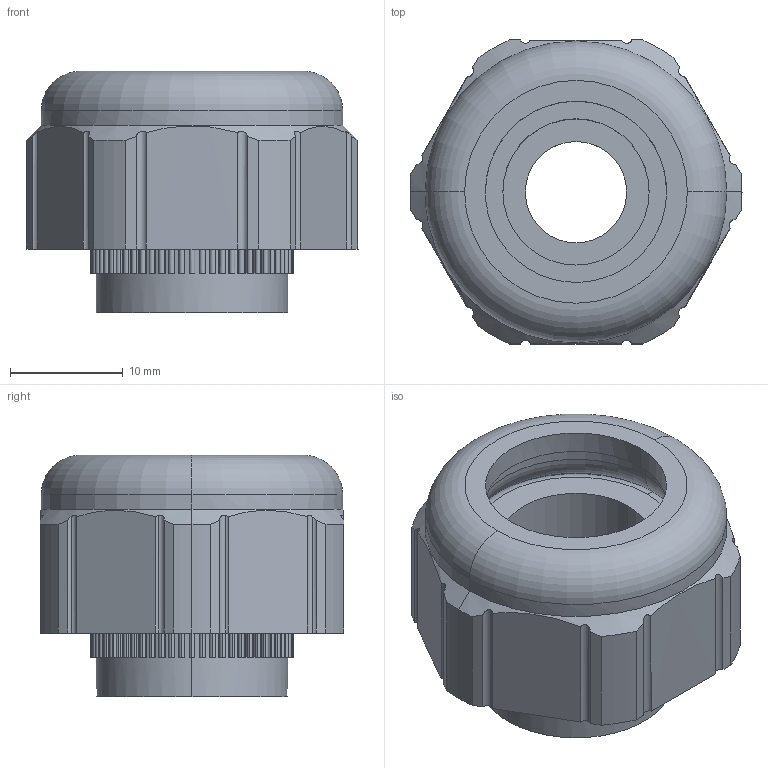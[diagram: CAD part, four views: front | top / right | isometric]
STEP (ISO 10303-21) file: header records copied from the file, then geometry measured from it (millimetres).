
FILE_DESCRIPTION(('CATIA V5 STEP Exchange','CAx-IF Rec.Pracs.--- Model Styling and Organization---1.4--- 2014-01-23'),'2;1');
FILE_NAME ('004555-2_0', '2021-01-13T16:11:50+00:00', ('none'), ('Weidmueller'), 'CATIA Version 5-6 Release 2016 SP3 HF44', 'CATIA V5 STEP AP214', 'none');
FILE_SCHEMA(('AUTOMOTIVE_DESIGN { 1 0 10303 214 1 1 1 1 }'));
Length unit declared in the file: millimetre
Products named in the file (1): 1045530000
Bounding box: 29.5 x 27 x 21.47 mm (x, y, z)
Volume: 6548.6 mm3; surface area: 5693.8 mm2
Topology: 2 solids, 2 shells, 465 faces, 1461 edges, 1010 vertices
Faces by surface type: plane 224, cylinder 173, bspline 38, cone 22, torus 8
Entity records: 19387 total; most frequent: CARTESIAN_POINT 7435, ORIENTED_EDGE 2922, DIRECTION 1821, EDGE_CURVE 1461, VERTEX_POINT 1010, AXIS2_PLACEMENT_3D 752, VECTOR 654, LINE 654
